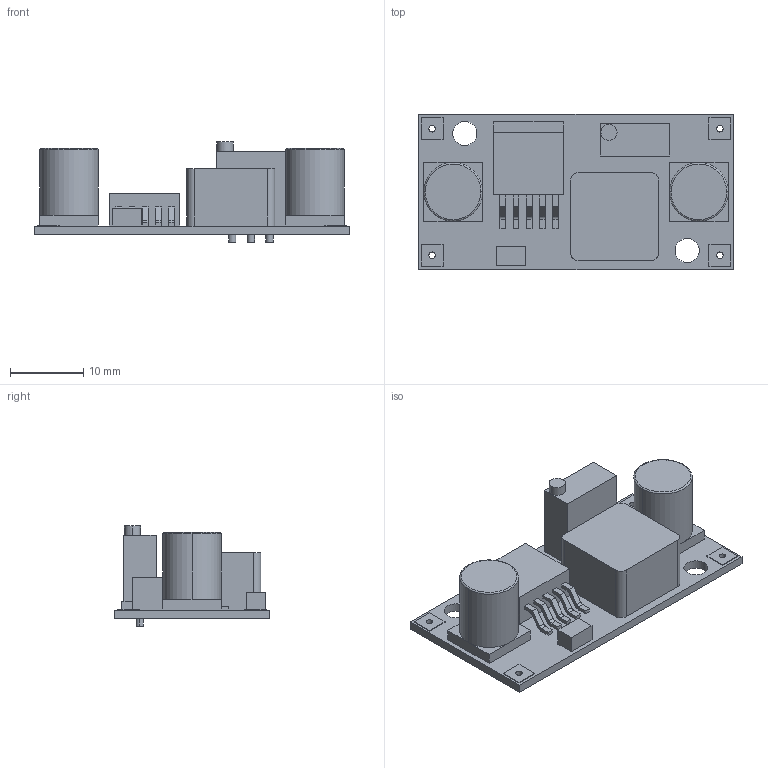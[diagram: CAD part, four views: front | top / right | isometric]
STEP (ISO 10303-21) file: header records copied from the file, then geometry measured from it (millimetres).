
FILE_DESCRIPTION (( 'STEP AP214' ), '1' );
FILE_NAME ('Step Down voltage regulator LM2596.STEP', '2020-08-24T00:29:44', ( '' ), ( '' ), 'SwSTEP 2.0', 'SolidWorks 2018', '' );
FILE_SCHEMA (( 'AUTOMOTIVE_DESIGN' ));
Length unit declared in the file: millimetre
Products named in the file (1): Step Down voltage regulator LM2596
Bounding box: 43 x 21.2 x 13.7 mm (x, y, z)
Volume: 4160 mm3; surface area: 3457 mm2
Topology: 1 solids, 1 shells, 159 faces, 413 edges, 270 vertices
Faces by surface type: plane 112, cylinder 43, bspline 4
Entity records: 6704 total; most frequent: CARTESIAN_POINT 915, ORIENTED_EDGE 826, DIRECTION 815, EDGE_CURVE 413, LINE 315, VECTOR 315, VERTEX_POINT 270, AXIS2_PLACEMENT_3D 250
